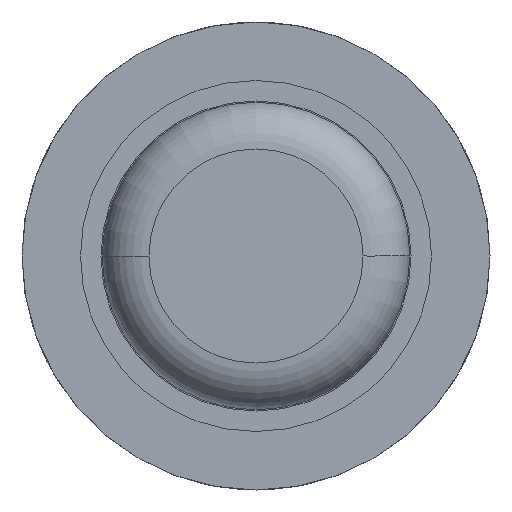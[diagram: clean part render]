
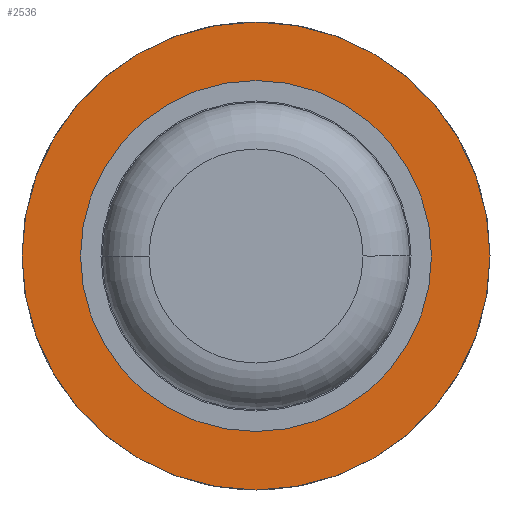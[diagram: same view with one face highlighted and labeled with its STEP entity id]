
A CAD part, front view. The second image highlights one B-rep face of the part: STEP entity #2536.
In plain terms, the highlighted planar face has unit normal (0, -1, 0).
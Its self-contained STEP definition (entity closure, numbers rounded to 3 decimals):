
#46 = EDGE_CURVE ( 'Defeature ausgef�hrt1_23+Defeature ausgef�hrt1_22+Defeature ausgef�hrt1_22+Defeature ausgef�hrt1_22', #3055, #4393, #4385, .T. ) ;
#143 = CARTESIAN_POINT ( 'NONE',  ( 0., 32.3, -2. ) ) ;
#342 = ORIENTED_EDGE ( 'NONE', *, *, #2606, .F. ) ;
#412 = DIRECTION ( 'NONE',  ( 0., 0., 1. ) ) ;
#445 = CARTESIAN_POINT ( 'NONE',  ( 0., 32.3, 0. ) ) ;
#555 = AXIS2_PLACEMENT_3D ( 'NONE', #3255, #823, #412 ) ;
#557 = DIRECTION ( 'NONE',  ( 0., 1., 0. ) ) ;
#665 = CIRCLE ( 'NONE', #1199, 0.9 ) ;
#739 = CARTESIAN_POINT ( 'NONE',  ( 0., 32.3, 2. ) ) ;
#823 = DIRECTION ( 'NONE',  ( 0., 1., 0. ) ) ;
#939 = DIRECTION ( 'NONE',  ( 0., 0., 1. ) ) ;
#1066 = ORIENTED_EDGE ( 'NONE', *, *, #46, .F. ) ;
#1112 = DIRECTION ( 'NONE',  ( 0., 0., 1. ) ) ;
#1199 = AXIS2_PLACEMENT_3D ( 'NONE', #4488, #557, #939 ) ;
#1235 = CIRCLE ( 'NONE', #555, 2. ) ;
#1287 = AXIS2_PLACEMENT_3D ( 'NONE', #445, #1586, #4466 ) ;
#1305 = EDGE_CURVE ( 'Defeature ausgef�hrt1_22+Defeature ausgef�hrt1_9+Defeature ausgef�hrt1_9+Defeature ausgef�hrt1_9', #4863, #3158, #665, .T. ) ;
#1363 = EDGE_LOOP ( 'NONE', ( #4142, #3400 ) ) ;
#1586 = DIRECTION ( 'NONE',  ( 0., 1., 0. ) ) ;
#2012 = DIRECTION ( 'NONE',  ( 0., 1., 0. ) ) ;
#2033 = CARTESIAN_POINT ( 'NONE',  ( 0., 32.3, 0. ) ) ;
#2536 = ADVANCED_FACE ( 'Defeature ausgef�hrt1_22', ( #2610, #5198 ), #3104, .F. ) ;
#2564 = AXIS2_PLACEMENT_3D ( 'NONE', #2033, #2012, #2880 ) ;
#2606 = EDGE_CURVE ( 'Defeature ausgef�hrt1_23+Defeature ausgef�hrt1_22+Defeature ausgef�hrt1_22+Defeature ausgef�hrt1_22', #4393, #3055, #1235, .T. ) ;
#2610 = FACE_OUTER_BOUND ( 'NONE', #3987, .T. ) ;
#2644 = CARTESIAN_POINT ( 'NONE',  ( 0., 32.3, -0.9 ) ) ;
#2880 = DIRECTION ( 'NONE',  ( 0., 0., 1. ) ) ;
#3055 = VERTEX_POINT ( 'NONE', #143 ) ;
#3104 = PLANE ( 'NONE',  #4767 ) ;
#3158 = VERTEX_POINT ( 'NONE', #2644 ) ;
#3255 = CARTESIAN_POINT ( 'NONE',  ( 0., 32.3, 0. ) ) ;
#3400 = ORIENTED_EDGE ( 'NONE', *, *, #5065, .T. ) ;
#3514 = DIRECTION ( 'NONE',  ( 0., 1., 0. ) ) ;
#3921 = CARTESIAN_POINT ( 'NONE',  ( 0., 32.3, 0.9 ) ) ;
#3951 = CARTESIAN_POINT ( 'NONE',  ( 0.9, 32.3, 0. ) ) ;
#3987 = EDGE_LOOP ( 'NONE', ( #342, #1066 ) ) ;
#4142 = ORIENTED_EDGE ( 'NONE', *, *, #1305, .T. ) ;
#4385 = CIRCLE ( 'NONE', #2564, 2. ) ;
#4393 = VERTEX_POINT ( 'NONE', #739 ) ;
#4466 = DIRECTION ( 'NONE',  ( 0., 0., 1. ) ) ;
#4488 = CARTESIAN_POINT ( 'NONE',  ( 0., 32.3, 0. ) ) ;
#4767 = AXIS2_PLACEMENT_3D ( 'NONE', #3951, #3514, #1112 ) ;
#4863 = VERTEX_POINT ( 'NONE', #3921 ) ;
#5065 = EDGE_CURVE ( 'Defeature ausgef�hrt1_22+Defeature ausgef�hrt1_9+Defeature ausgef�hrt1_9+Defeature ausgef�hrt1_9', #3158, #4863, #5138, .T. ) ;
#5138 = CIRCLE ( 'NONE', #1287, 0.9 ) ;
#5198 = FACE_BOUND ( 'NONE', #1363, .T. ) ;
